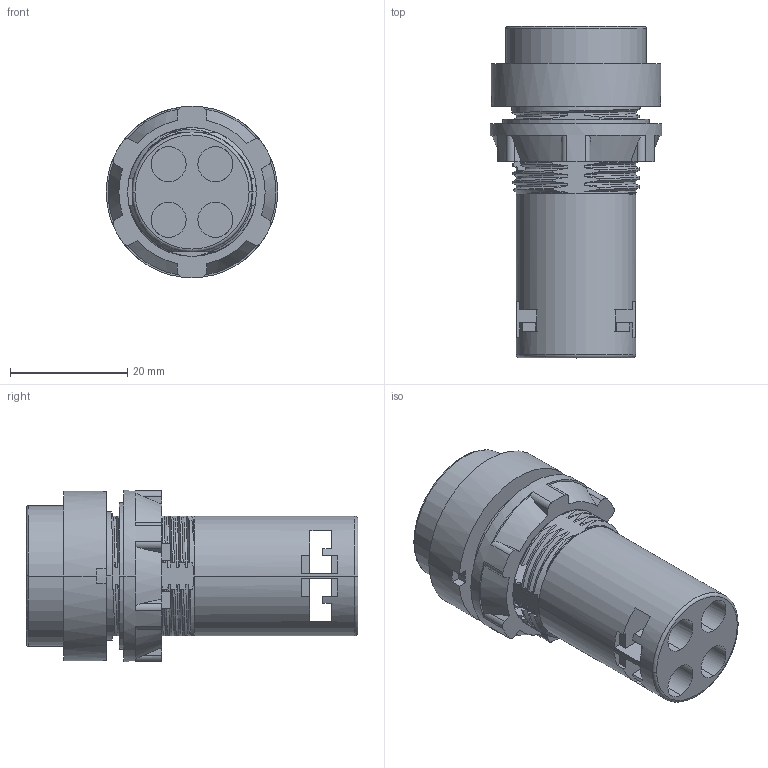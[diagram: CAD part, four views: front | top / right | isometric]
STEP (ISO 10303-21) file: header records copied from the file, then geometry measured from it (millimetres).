
FILE_DESCRIPTION((''),'2;1');
FILE_NAME('LA167-B7-EW3161','2023-10-25T',('Administrator'),('zyb.com'),'PRO/ENGINEER BY PARAMETRIC TECHNOLOGY CORPORATION, 2010280','PRO/ENGINEER BY PARAMETRIC TECHNOLOGY CORPORATION, 2010280','');
FILE_SCHEMA(('CONFIG_CONTROL_DESIGN'));
Products named in the file (1): LA167-B7-EW3161
Bounding box: 29.3 x 56.7 x 29.3 mm (x, y, z)
Volume: 21812.2 mm3; surface area: 8386.3 mm2
Topology: 1 solids, 1 shells, 368 faces, 1129 edges, 741 vertices
Faces by surface type: bspline 145, plane 140, cylinder 63, cone 10, torus 8, sphere 2
Entity records: 48071 total; most frequent: CARTESIAN_POINT 39147, ORIENTED_EDGE 2254, DIRECTION 1243, EDGE_CURVE 1127, VERTEX_POINT 741, B_SPLINE_CURVE_WITH_KNOTS 500, VECTOR 457, LINE 457
